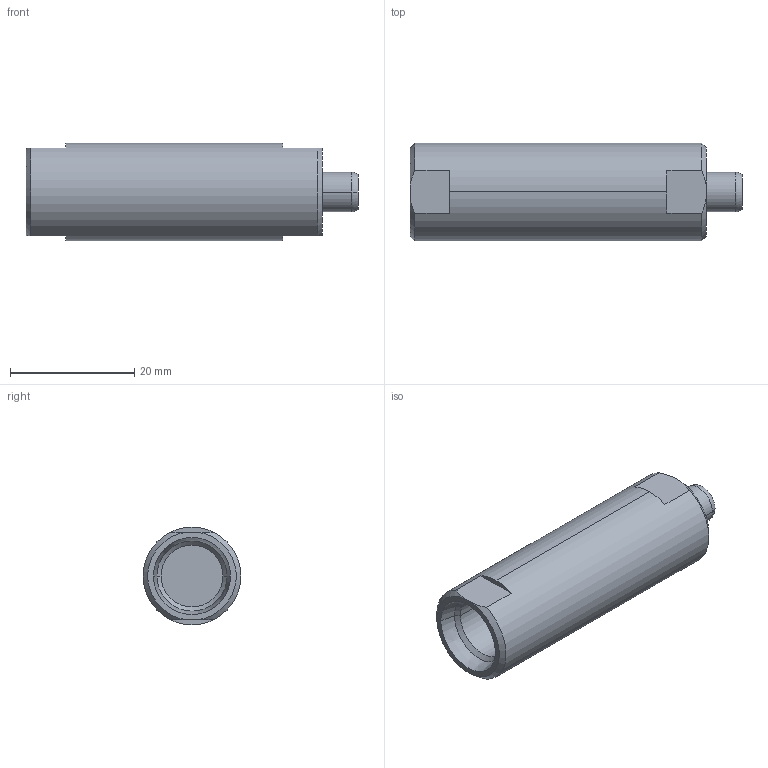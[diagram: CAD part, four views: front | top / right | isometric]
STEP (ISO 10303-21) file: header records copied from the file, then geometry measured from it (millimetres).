
FILE_DESCRIPTION((''),'2;1');
FILE_NAME('ILC20010402','2015-04-19T',('jdw'),(''),'PRO/ENGINEER BY PARAMETRIC TECHNOLOGY CORPORATION, 2013320','PRO/ENGINEER BY PARAMETRIC TECHNOLOGY CORPORATION, 2013320','');
FILE_SCHEMA(('AUTOMOTIVE_DESIGN { 1 0 10303 214 1 1 1 1 }'));
Length unit declared in the file: inch
Products named in the file (1): ILC20010402
Bounding box: 53.34 x 15.66 x 15.72 mm (x, y, z)
Volume: 8079.4 mm3; surface area: 3287.2 mm2
Topology: 1 solids, 1 shells, 32 faces, 76 edges, 47 vertices
Faces by surface type: plane 12, cone 10, cylinder 8, torus 2
Entity records: 1440 total; most frequent: CARTESIAN_POINT 193, DIRECTION 166, ORIENTED_EDGE 148, COLOUR_RGB 107, PRESENTATION_STYLE_ASSIGNMENT 84, STYLED_ITEM 75, CURVE_STYLE 74, EDGE_CURVE 74
